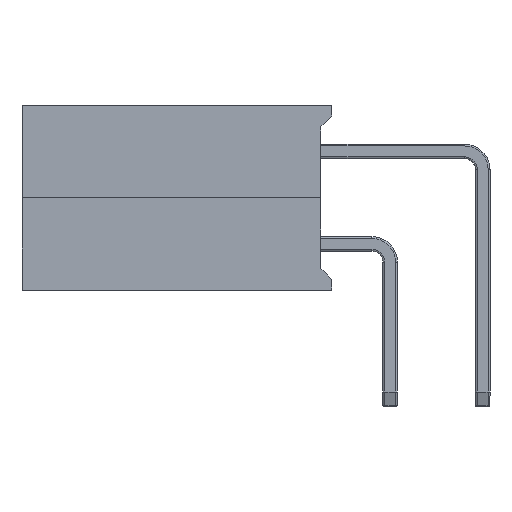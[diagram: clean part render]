
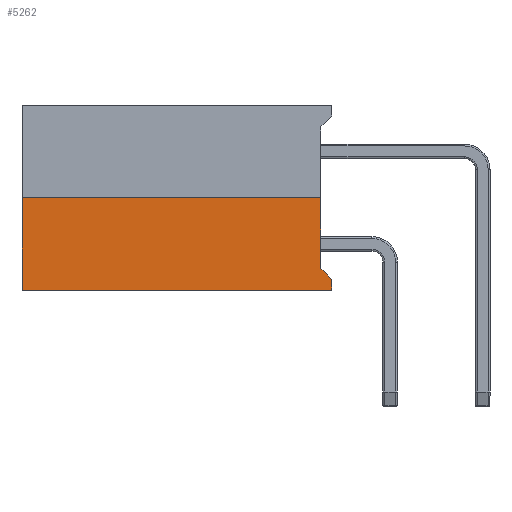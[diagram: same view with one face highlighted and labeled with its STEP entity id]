
A CAD part, left-side view. The second image highlights one B-rep face of the part: STEP entity #5262.
In plain terms, the highlighted planar face has unit normal (-1, 0, 0).
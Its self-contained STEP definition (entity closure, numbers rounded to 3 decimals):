
#227=PLANE('',#5841);
#478=FACE_OUTER_BOUND('',#805,.T.);
#805=EDGE_LOOP('',(#3983,#3984,#3985,#3986,#3987,#3988));
#1167=LINE('',#8793,#1551);
#1171=LINE('',#8800,#1555);
#1182=LINE('',#8824,#1566);
#1185=LINE('',#8830,#1569);
#1186=LINE('',#8832,#1570);
#1187=LINE('',#8833,#1571);
#1551=VECTOR('',#7074,10.);
#1555=VECTOR('',#7080,10.);
#1566=VECTOR('',#7103,10.);
#1569=VECTOR('',#7108,10.);
#1570=VECTOR('',#7109,10.);
#1571=VECTOR('',#7110,10.);
#2255=VERTEX_POINT('',#8790);
#2256=VERTEX_POINT('',#8792);
#2258=VERTEX_POINT('',#8798);
#2265=VERTEX_POINT('',#8823);
#2267=VERTEX_POINT('',#8829);
#2268=VERTEX_POINT('',#8831);
#2839=EDGE_CURVE('',#2255,#2256,#1167,.T.);
#2843=EDGE_CURVE('',#2255,#2258,#1171,.T.);
#2856=EDGE_CURVE('',#2265,#2256,#1182,.T.);
#2859=EDGE_CURVE('',#2258,#2267,#1185,.T.);
#2860=EDGE_CURVE('',#2268,#2267,#1186,.T.);
#2861=EDGE_CURVE('',#2265,#2268,#1187,.T.);
#3983=ORIENTED_EDGE('',*,*,#2843,.T.);
#3984=ORIENTED_EDGE('',*,*,#2859,.T.);
#3985=ORIENTED_EDGE('',*,*,#2860,.F.);
#3986=ORIENTED_EDGE('',*,*,#2861,.F.);
#3987=ORIENTED_EDGE('',*,*,#2856,.T.);
#3988=ORIENTED_EDGE('',*,*,#2839,.F.);
#5262=ADVANCED_FACE('',(#478),#227,.T.);
#5841=AXIS2_PLACEMENT_3D('',#8828,#7106,#7107);
#7074=DIRECTION('',(0.,-0.707,-0.707));
#7080=DIRECTION('',(0.,0.,1.));
#7103=DIRECTION('',(0.,0.,1.));
#7106=DIRECTION('center_axis',(-1.,0.,0.));
#7107=DIRECTION('ref_axis',(0.,0.,
1.));
#7108=DIRECTION('',(0.,1.,0.));
#7109=DIRECTION('',(0.,0.,1.));
#7110=DIRECTION('',(0.,1.,0.));
#8790=CARTESIAN_POINT('',(-1.27,1.9,0.6));
#8792=CARTESIAN_POINT('',(-1.27,1.6,0.3));
#8793=CARTESIAN_POINT('',(-1.27,1.6,0.3));
#8798=CARTESIAN_POINT('',(-1.27,1.9,2.54));
#8800=CARTESIAN_POINT('',(-1.27,1.9,0.635));
#8823=CARTESIAN_POINT('',(-1.27,1.6,0.));
#8824=CARTESIAN_POINT('',(-1.27,1.6,0.));
#8828=CARTESIAN_POINT('Origin',(-1.27,1.6,0.));
#8829=CARTESIAN_POINT('',(-1.27,10.1,2.54));
#8830=CARTESIAN_POINT('',(-1.27,1.6,2.54));
#8831=CARTESIAN_POINT('',(-1.27,10.1,0.));
#8832=CARTESIAN_POINT('',(-1.27,10.1,0.));
#8833=CARTESIAN_POINT('',(-1.27,1.6,0.));
